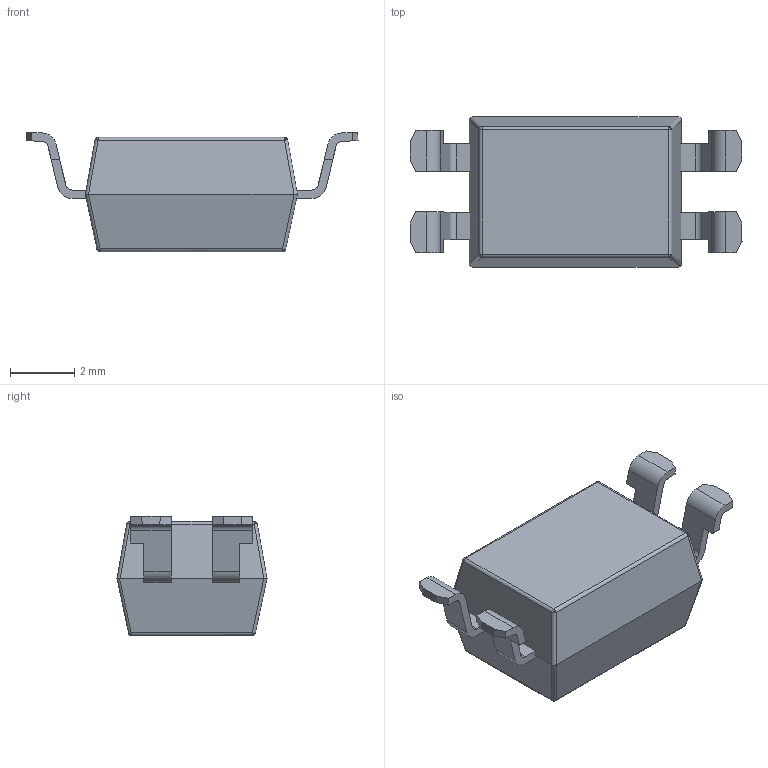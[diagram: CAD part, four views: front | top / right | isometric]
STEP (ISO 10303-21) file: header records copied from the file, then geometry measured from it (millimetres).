
FILE_DESCRIPTION (( 'STEP AP214' ), '1' );
FILE_NAME ('DPC817S-B-TR.STEP', '2025-09-19T22:52:03', ( '' ), ( '' ), 'SwSTEP 2.0', 'SolidWorks 2023', '' );
FILE_SCHEMA (( 'AUTOMOTIVE_DESIGN' ));
Length unit declared in the file: millimetre
Products named in the file (1): DPC817S-B-TR
Bounding box: 10.34 x 4.67 x 3.71 mm (x, y, z)
Volume: 102.7 mm3; surface area: 185.5 mm2
Topology: 3 solids, 3 shells, 100 faces, 271 edges, 167 vertices
Faces by surface type: plane 55, cylinder 34, bspline 11
Entity records: 4594 total; most frequent: CARTESIAN_POINT 1085, ORIENTED_EDGE 520, DIRECTION 453, EDGE_CURVE 260, VERTEX_POINT 167, VECTOR 163, LINE 163, AXIS2_PLACEMENT_3D 145
